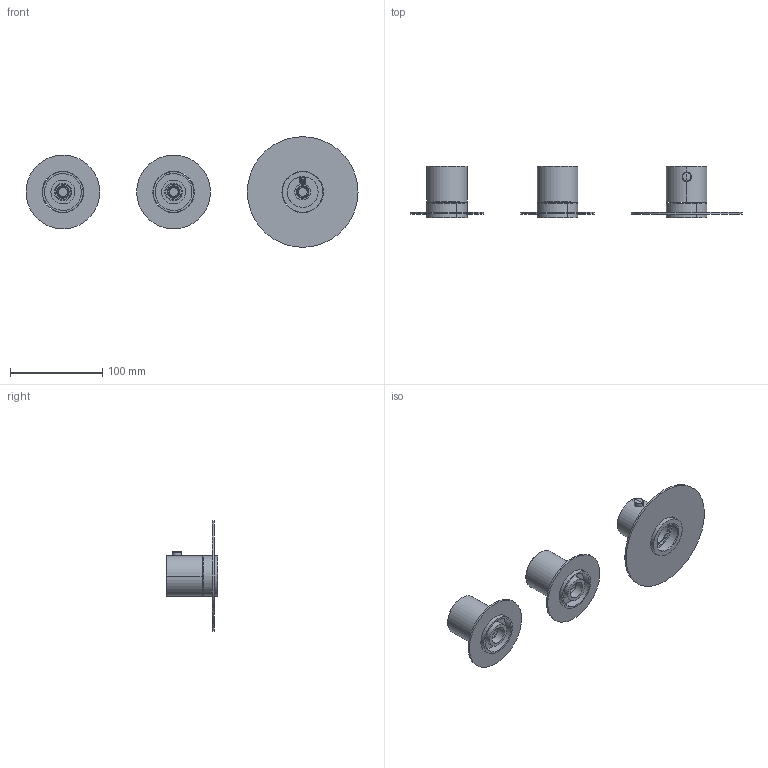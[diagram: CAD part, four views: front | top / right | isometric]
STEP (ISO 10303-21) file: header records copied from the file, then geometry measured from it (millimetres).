
FILE_DESCRIPTION(('CATIA V5 STEP Exchange','CAx-IF Rec.Pracs.--- Model Styling and Organization---1.5--- 2016-08-15','CAx-IF Rec.Pracs.---Supplemental Geometry---1.0---2011-11-01','CAx-IF Rec.Pracs.--- Composite Materials ---3.4---2017-06-13','CAx-IF Rec.Pracs.---Tessellated 3D Geometry---1.0---2015-12-17'),'2;1');
FILE_NAME('X3 00R20.stp','2022-09-16T06:16:42+00:00',('none'),('none'),'CATIA Version 5-6 Release 2020 SP2','CATIA V5 STEP AP242 v2','none');
FILE_SCHEMA(('AP242_MANAGED_MODEL_BASED_3D_ENGINEERING_MIM_LF {1 0 10303 442 1 1 4}'));
Length unit declared in the file: millimetre
Products named in the file (7): X3 00R20; 3 oriz; P47571; P47572; PR9C215; P47275; P50533
Assembly tree (9 placements, depth 3):
  X3 00R20
    3 oriz
    P47571  x2
    P47572
    PR9C215
      P47275
    P50533  x3
Bounding box: 360 x 56.25 x 120 mm (x, y, z)
Volume: 164383 mm3; surface area: 94489.6 mm2
Topology: 15 solids, 15 shells, 1075 faces, 2726 edges, 1703 vertices
Faces by surface type: plane 371, extrusion 298, cone 190, cylinder 140, bspline 40, torus 28, sphere 8
Entity records: 25543 total; most frequent: CARTESIAN_POINT 9551, ORIENTED_EDGE 3664, DIRECTION 1980, EDGE_CURVE 1832, VERTEX_POINT 1147, VECTOR 958, B_SPLINE_CURVE_WITH_KNOTS 924, EDGE_LOOP 771
